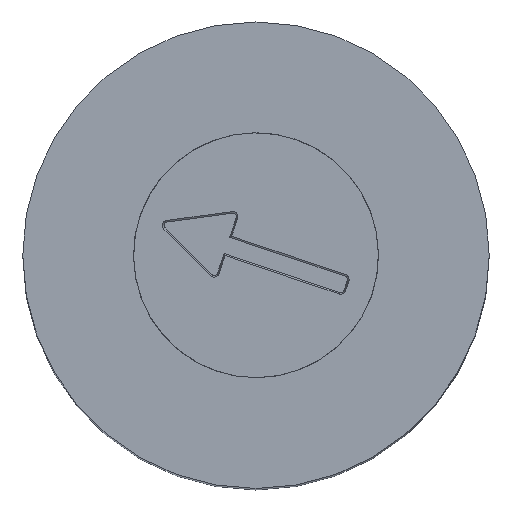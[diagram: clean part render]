
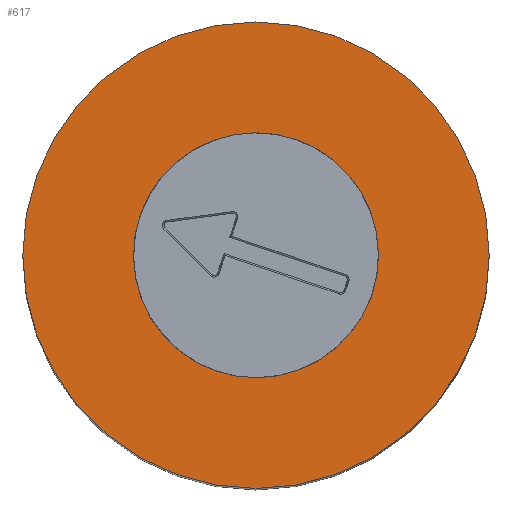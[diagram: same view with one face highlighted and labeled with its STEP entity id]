
A CAD part, top view. The second image highlights one B-rep face of the part: STEP entity #617.
In plain terms, the highlighted planar face has unit normal (0, 0, 1).
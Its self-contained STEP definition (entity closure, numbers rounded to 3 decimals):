
#38=FACE_BOUND('',#119,.T.);
#43=PLANE('',#749);
#77=FACE_OUTER_BOUND('',#118,.T.);
#118=EDGE_LOOP('',(#473));
#119=EDGE_LOOP('',(#474));
#245=CIRCLE('',#738,4.2);
#251=CIRCLE('',#748,8.);
#288=VERTEX_POINT('',#1064);
#294=VERTEX_POINT('',#1084);
#349=EDGE_CURVE('',#288,#288,#245,.T.);
#359=EDGE_CURVE('',#294,#294,#251,.T.);
#473=ORIENTED_EDGE('',*,*,#359,.F.);
#474=ORIENTED_EDGE('',*,*,#349,.T.);
#617=ADVANCED_FACE('',(#77,#38),#43,.F.);
#738=AXIS2_PLACEMENT_3D('',#1065,#853,#854);
#748=AXIS2_PLACEMENT_3D('',#1085,#877,#878);
#749=AXIS2_PLACEMENT_3D('',#1087,#880,#881);
#853=DIRECTION('center_axis',(0.,0.,-1.));
#854=DIRECTION('ref_axis',(1.,0.,0.));
#877=DIRECTION('center_axis',(0.,0.,-1.));
#878=DIRECTION('ref_axis',(-1.,0.,0.));
#880=DIRECTION('center_axis',(0.,0.,-1.));
#881=DIRECTION('ref_axis',(-1.,0.,0.));
#1064=CARTESIAN_POINT('',(-4.2,0.,33.));
#1065=CARTESIAN_POINT('Origin',(0.,0.,33.));
#1084=CARTESIAN_POINT('',(8.,0.,33.));
#1085=CARTESIAN_POINT('Origin',(0.,0.,33.));
#1087=CARTESIAN_POINT('Origin',(0.,0.,33.));
